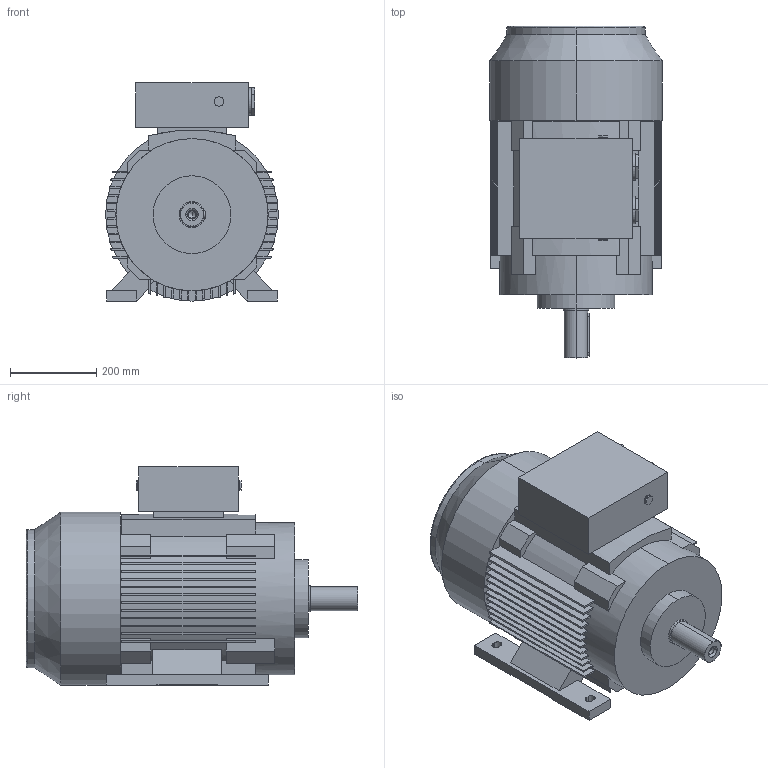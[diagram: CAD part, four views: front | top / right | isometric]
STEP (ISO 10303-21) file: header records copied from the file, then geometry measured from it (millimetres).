
FILE_DESCRIPTION (( 'STEP AP203' ), '1' );
FILE_NAME ('Ýëåêòðîäâèãàòåëü ÀÈÐ200L2.STEP', '2012-10-02T06:42:27', ( 'Áîðèñ' ), ( '' ), 'SwSTEP 2.0', 'SolidWorks 2010', '' );
FILE_SCHEMA (( 'CONFIG_CONTROL_DESIGN' ));
Length unit declared in the file: millimetre
Products named in the file (1): Ýëåêòðîäâèãàòåëü ÀÈÐ200L2
Bounding box: 400 x 768 x 505 mm (x, y, z)
Volume: 77687612.1 mm3; surface area: 1946104.5 mm2
Topology: 1 solids, 1 shells, 407 faces, 1016 edges, 653 vertices
Faces by surface type: plane 313, cylinder 82, cone 8, bspline 4
Entity records: 12261 total; most frequent: CARTESIAN_POINT 2231, DIRECTION 2100, ORIENTED_EDGE 2028, EDGE_CURVE 1014, LINE 728, VECTOR 728, AXIS2_PLACEMENT_3D 686, VERTEX_POINT 653
